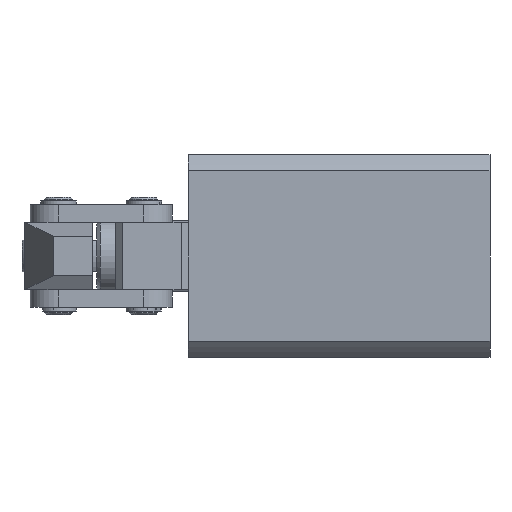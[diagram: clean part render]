
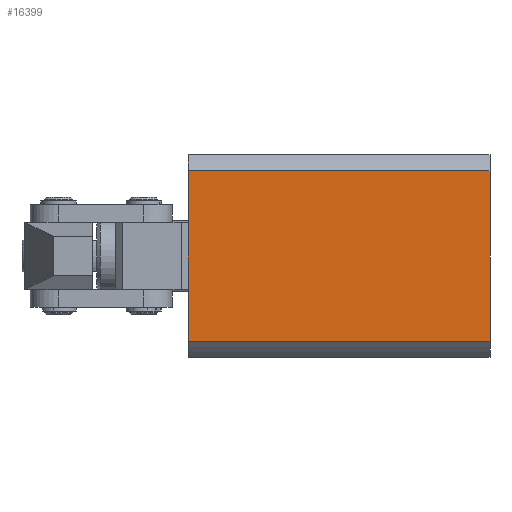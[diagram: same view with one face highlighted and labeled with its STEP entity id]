
A CAD part, left-side view. The second image highlights one B-rep face of the part: STEP entity #16399.
In plain terms, the highlighted planar face has unit normal (-1, 0, 0).
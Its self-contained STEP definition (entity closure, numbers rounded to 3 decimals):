
#40 = CARTESIAN_POINT ( 'NONE',  ( -28.5, 85., 23.986 ) ) ;
#452 = CARTESIAN_POINT ( 'NONE',  ( -28.5, 85., -23.986 ) ) ;
#494 = DIRECTION ( 'NONE',  ( 0., -1., 0. ) ) ;
#778 = VECTOR ( 'NONE', #20059, 1000. ) ;
#1203 = VERTEX_POINT ( 'NONE', #11951 ) ;
#2181 = AXIS2_PLACEMENT_3D ( 'NONE', #8747, #20248, #10401 ) ;
#5114 = LINE ( 'NONE', #8563, #778 ) ;
#5513 = FACE_OUTER_BOUND ( 'NONE', #16898, .T. ) ;
#6313 = EDGE_CURVE ( 'NONE', #1203, #10158, #5114, .T. ) ;
#6733 = CARTESIAN_POINT ( 'NONE',  ( -28.5, 0., 23.986 ) ) ;
#6880 = EDGE_CURVE ( 'NONE', #14452, #1203, #9156, .T. ) ;
#7294 = ORIENTED_EDGE ( 'NONE', *, *, #7641, .F. ) ;
#7339 = LINE ( 'NONE', #6733, #16031 ) ;
#7641 = EDGE_CURVE ( 'NONE', #14452, #16699, #12673, .T. ) ;
#7697 = EDGE_CURVE ( 'NONE', #16699, #10158, #7339, .T. ) ;
#8242 = CARTESIAN_POINT ( 'NONE',  ( -28.5, 85., 0. ) ) ;
#8563 = CARTESIAN_POINT ( 'NONE',  ( -28.5, 0., 0. ) ) ;
#8747 = CARTESIAN_POINT ( 'NONE',  ( -28.5, 0., -23.986 ) ) ;
#9156 = LINE ( 'NONE', #20096, #17342 ) ;
#9350 = ORIENTED_EDGE ( 'NONE', *, *, #6880, .T. ) ;
#10158 = VERTEX_POINT ( 'NONE', #18429 ) ;
#10401 = DIRECTION ( 'NONE',  ( 0., 0., 1. ) ) ;
#11951 = CARTESIAN_POINT ( 'NONE',  ( -28.5, 0., -23.986 ) ) ;
#12199 = VECTOR ( 'NONE', #14842, 1000. ) ;
#12673 = LINE ( 'NONE', #8242, #12199 ) ;
#14452 = VERTEX_POINT ( 'NONE', #452 ) ;
#14842 = DIRECTION ( 'NONE',  ( 0., 0., 1. ) ) ;
#16031 = VECTOR ( 'NONE', #18205, 1000. ) ;
#16399 = ADVANCED_FACE ( 'NONE', ( #5513 ), #16724, .T. ) ;
#16699 = VERTEX_POINT ( 'NONE', #40 ) ;
#16724 = PLANE ( 'NONE',  #2181 ) ;
#16898 = EDGE_LOOP ( 'NONE', ( #9350, #17946, #20719, #7294 ) ) ;
#17342 = VECTOR ( 'NONE', #494, 1000. ) ;
#17946 = ORIENTED_EDGE ( 'NONE', *, *, #6313, .T. ) ;
#18205 = DIRECTION ( 'NONE',  ( 0., -1., 0. ) ) ;
#18429 = CARTESIAN_POINT ( 'NONE',  ( -28.5, 0., 23.986 ) ) ;
#20059 = DIRECTION ( 'NONE',  ( 0., 0., 1. ) ) ;
#20096 = CARTESIAN_POINT ( 'NONE',  ( -28.5, 0., -23.986 ) ) ;
#20248 = DIRECTION ( 'NONE',  ( -1., 0., 0. ) ) ;
#20719 = ORIENTED_EDGE ( 'NONE', *, *, #7697, .F. ) ;
